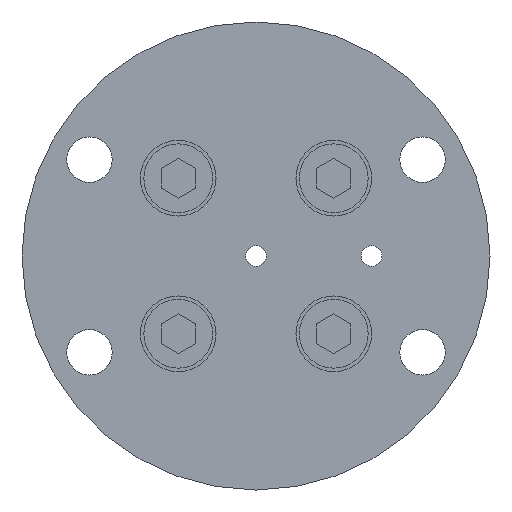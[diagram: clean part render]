
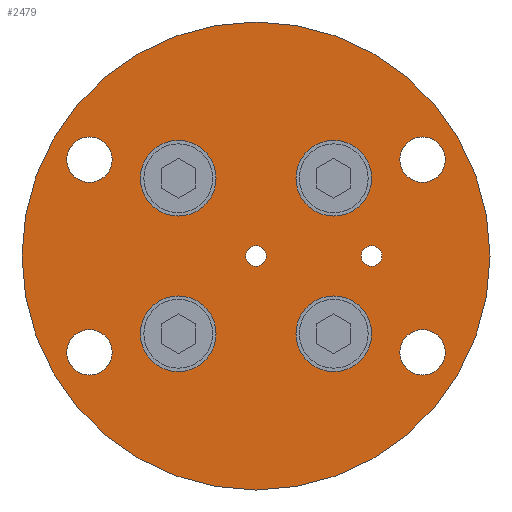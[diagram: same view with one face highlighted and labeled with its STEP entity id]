
A CAD part, left-side view. The second image highlights one B-rep face of the part: STEP entity #2479.
In plain terms, the highlighted planar face has unit normal (-1, 0, 0).
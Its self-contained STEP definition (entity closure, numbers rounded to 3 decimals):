
#329=CARTESIAN_POINT('',(0.,0.,0.));
#330=DIRECTION('',(-1.,0.,0.));
#331=DIRECTION('',(0.,1.,0.));
#332=AXIS2_PLACEMENT_3D('',#329,#330,#331);
#337=CARTESIAN_POINT('',(0.,0.,0.));
#338=DIRECTION('',(1.,0.,0.));
#339=DIRECTION('',(0.,1.,0.));
#340=AXIS2_PLACEMENT_3D('',#337,#338,#339);
#345=CARTESIAN_POINT('',(0.,24.2,-14.));
#346=DIRECTION('',(1.,0.,0.));
#347=DIRECTION('',(0.,1.,0.));
#348=AXIS2_PLACEMENT_3D('',#345,#346,#347);
#353=CARTESIAN_POINT('',(0.,24.2,-14.));
#354=DIRECTION('',(1.,0.,0.));
#355=DIRECTION('',(0.,-1.,0.));
#356=AXIS2_PLACEMENT_3D('',#353,#354,#355);
#361=CARTESIAN_POINT('',(0.,24.2,14.));
#362=DIRECTION('',(1.,0.,0.));
#363=DIRECTION('',(0.,1.,0.));
#364=AXIS2_PLACEMENT_3D('',#361,#362,#363);
#369=CARTESIAN_POINT('',(0.,24.2,14.));
#370=DIRECTION('',(1.,0.,0.));
#371=DIRECTION('',(0.,-1.,0.));
#372=AXIS2_PLACEMENT_3D('',#369,#370,#371);
#377=CARTESIAN_POINT('',(0.,-24.2,-14.));
#378=DIRECTION('',(1.,0.,0.));
#379=DIRECTION('',(0.,1.,0.));
#380=AXIS2_PLACEMENT_3D('',#377,#378,#379);
#385=CARTESIAN_POINT('',(0.,-24.2,-14.));
#386=DIRECTION('',(1.,0.,0.));
#387=DIRECTION('',(0.,-1.,0.));
#388=AXIS2_PLACEMENT_3D('',#385,#386,#387);
#393=CARTESIAN_POINT('',(0.,-24.2,14.));
#394=DIRECTION('',(1.,0.,0.));
#395=DIRECTION('',(0.,1.,0.));
#396=AXIS2_PLACEMENT_3D('',#393,#394,#395);
#401=CARTESIAN_POINT('',(0.,-24.2,14.));
#402=DIRECTION('',(1.,0.,0.));
#403=DIRECTION('',(0.,-1.,0.));
#404=AXIS2_PLACEMENT_3D('',#401,#402,#403);
#409=CARTESIAN_POINT('',(0.,-16.8,0.));
#410=DIRECTION('',(1.,0.,0.));
#411=DIRECTION('',(0.,-1.,0.));
#412=AXIS2_PLACEMENT_3D('',#409,#410,#411);
#417=CARTESIAN_POINT('',(0.,-16.8,0.));
#418=DIRECTION('',(1.,0.,0.));
#419=DIRECTION('',(0.,1.,0.));
#420=AXIS2_PLACEMENT_3D('',#417,#418,#419);
#425=CARTESIAN_POINT('',(0.,0.,0.));
#426=DIRECTION('',(1.,0.,0.));
#427=DIRECTION('',(0.,1.,0.));
#428=AXIS2_PLACEMENT_3D('',#425,#426,#427);
#433=CARTESIAN_POINT('',(0.,0.,0.));
#434=DIRECTION('',(1.,0.,0.));
#435=DIRECTION('',(0.,-1.,0.));
#436=AXIS2_PLACEMENT_3D('',#433,#434,#435);
#441=CARTESIAN_POINT('',(0.,11.3,-11.3));
#442=DIRECTION('',(-1.,0.,0.));
#443=DIRECTION('',(0.,1.,0.));
#444=AXIS2_PLACEMENT_3D('',#441,#442,#443);
#449=CARTESIAN_POINT('',(0.,11.3,-11.3));
#450=DIRECTION('',(-1.,0.,0.));
#451=DIRECTION('',(0.,-1.,0.));
#452=AXIS2_PLACEMENT_3D('',#449,#450,#451);
#457=CARTESIAN_POINT('',(0.,11.3,11.3));
#458=DIRECTION('',(-1.,0.,0.));
#459=DIRECTION('',(0.,1.,0.));
#460=AXIS2_PLACEMENT_3D('',#457,#458,#459);
#465=CARTESIAN_POINT('',(0.,11.3,11.3));
#466=DIRECTION('',(-1.,0.,0.));
#467=DIRECTION('',(0.,-1.,0.));
#468=AXIS2_PLACEMENT_3D('',#465,#466,#467);
#473=CARTESIAN_POINT('',(0.,-11.3,-11.3));
#474=DIRECTION('',(-1.,0.,0.));
#475=DIRECTION('',(0.,1.,0.));
#476=AXIS2_PLACEMENT_3D('',#473,#474,#475);
#481=CARTESIAN_POINT('',(0.,-11.3,-11.3));
#482=DIRECTION('',(-1.,0.,0.));
#483=DIRECTION('',(0.,-1.,0.));
#484=AXIS2_PLACEMENT_3D('',#481,#482,#483);
#489=CARTESIAN_POINT('',(0.,-11.3,11.3));
#490=DIRECTION('',(-1.,0.,0.));
#491=DIRECTION('',(0.,1.,0.));
#492=AXIS2_PLACEMENT_3D('',#489,#490,#491);
#497=CARTESIAN_POINT('',(0.,-11.3,11.3));
#498=DIRECTION('',(-1.,0.,0.));
#499=DIRECTION('',(0.,-1.,0.));
#500=AXIS2_PLACEMENT_3D('',#497,#498,#499);
#1967=CARTESIAN_POINT('',(0.,34.,0.));
#1969=VERTEX_POINT('',#1967);
#1971=CARTESIAN_POINT('',(0.,-34.,0.));
#1973=VERTEX_POINT('',#1971);
#1978=CARTESIAN_POINT('',(0.,27.5,-14.));
#1979=CARTESIAN_POINT('',(0.,20.9,-14.));
#1980=VERTEX_POINT('',#1978);
#1981=VERTEX_POINT('',#1979);
#1982=CARTESIAN_POINT('',(0.,27.5,14.));
#1984=VERTEX_POINT('',#1982);
#1986=CARTESIAN_POINT('',(0.,20.9,14.));
#1988=VERTEX_POINT('',#1986);
#1990=CARTESIAN_POINT('',(0.,-20.9,-14.));
#1992=VERTEX_POINT('',#1990);
#1994=CARTESIAN_POINT('',(0.,-27.5,-14.));
#1996=VERTEX_POINT('',#1994);
#1998=CARTESIAN_POINT('',(0.,-20.9,14.));
#2000=VERTEX_POINT('',#1998);
#2002=CARTESIAN_POINT('',(0.,-27.5,14.));
#2004=VERTEX_POINT('',#2002);
#2010=CARTESIAN_POINT('',(0.,-18.3,0.));
#2011=CARTESIAN_POINT('',(0.,-15.3,0.));
#2012=VERTEX_POINT('',#2010);
#2013=VERTEX_POINT('',#2011);
#2030=CARTESIAN_POINT('',(0.,1.5,0.));
#2031=CARTESIAN_POINT('',(0.,-1.5,0.));
#2032=VERTEX_POINT('',#2030);
#2033=VERTEX_POINT('',#2031);
#2042=CARTESIAN_POINT('',(0.,16.8,-11.3));
#2043=CARTESIAN_POINT('',(0.,5.8,-11.3));
#2044=VERTEX_POINT('',#2042);
#2045=VERTEX_POINT('',#2043);
#2050=CARTESIAN_POINT('',(0.,16.8,11.3));
#2051=VERTEX_POINT('',#2050);
#2052=CARTESIAN_POINT('',(0.,5.8,11.3));
#2053=VERTEX_POINT('',#2052);
#2058=CARTESIAN_POINT('',(0.,-5.8,-11.3));
#2059=VERTEX_POINT('',#2058);
#2060=CARTESIAN_POINT('',(0.,-16.8,-11.3));
#2061=VERTEX_POINT('',#2060);
#2066=CARTESIAN_POINT('',(0.,-5.8,11.3));
#2067=VERTEX_POINT('',#2066);
#2068=CARTESIAN_POINT('',(0.,-16.8,11.3));
#2069=VERTEX_POINT('',#2068);
#2409=CARTESIAN_POINT('',(0.,0.,0.));
#2410=DIRECTION('',(1.,0.,0.));
#2411=DIRECTION('',(0.,-1.,0.));
#2412=AXIS2_PLACEMENT_3D('',#2409,#2410,#2411);
#2413=PLANE('',#2412);
#2415=ORIENTED_EDGE('',*,*,#2414,.F.);
#2417=ORIENTED_EDGE('',*,*,#2416,.T.);
#2418=EDGE_LOOP('',(#2415,#2417));
#2419=FACE_OUTER_BOUND('',#2418,.F.);
#2421=ORIENTED_EDGE('',*,*,#2420,.F.);
#2423=ORIENTED_EDGE('',*,*,#2422,.F.);
#2424=EDGE_LOOP('',(#2421,#2423));
#2425=FACE_BOUND('',#2424,.F.);
#2427=ORIENTED_EDGE('',*,*,#2426,.F.);
#2429=ORIENTED_EDGE('',*,*,#2428,.F.);
#2430=EDGE_LOOP('',(#2427,#2429));
#2431=FACE_BOUND('',#2430,.F.);
#2433=ORIENTED_EDGE('',*,*,#2432,.F.);
#2435=ORIENTED_EDGE('',*,*,#2434,.F.);
#2436=EDGE_LOOP('',(#2433,#2435));
#2437=FACE_BOUND('',#2436,.F.);
#2439=ORIENTED_EDGE('',*,*,#2438,.F.);
#2441=ORIENTED_EDGE('',*,*,#2440,.F.);
#2442=EDGE_LOOP('',(#2439,#2441));
#2443=FACE_BOUND('',#2442,.F.);
#2445=ORIENTED_EDGE('',*,*,#2444,.F.);
#2446=ORIENTED_EDGE('',*,*,#2399,.F.);
#2447=EDGE_LOOP('',(#2445,#2446));
#2448=FACE_BOUND('',#2447,.F.);
#2450=ORIENTED_EDGE('',*,*,#2449,.F.);
#2452=ORIENTED_EDGE('',*,*,#2451,.F.);
#2453=EDGE_LOOP('',(#2450,#2452));
#2454=FACE_BOUND('',#2453,.F.);
#2456=ORIENTED_EDGE('',*,*,#2455,.T.);
#2458=ORIENTED_EDGE('',*,*,#2457,.T.);
#2459=EDGE_LOOP('',(#2456,#2458));
#2460=FACE_BOUND('',#2459,.F.);
#2462=ORIENTED_EDGE('',*,*,#2461,.T.);
#2464=ORIENTED_EDGE('',*,*,#2463,.T.);
#2465=EDGE_LOOP('',(#2462,#2464));
#2466=FACE_BOUND('',#2465,.F.);
#2468=ORIENTED_EDGE('',*,*,#2467,.T.);
#2470=ORIENTED_EDGE('',*,*,#2469,.T.);
#2471=EDGE_LOOP('',(#2468,#2470));
#2472=FACE_BOUND('',#2471,.F.);
#2474=ORIENTED_EDGE('',*,*,#2473,.T.);
#2476=ORIENTED_EDGE('',*,*,#2475,.T.);
#2477=EDGE_LOOP('',(#2474,#2476));
#2478=FACE_BOUND('',#2477,.F.);
#333=CIRCLE('',#332,34.);
#341=CIRCLE('',#340,34.);
#349=CIRCLE('',#348,3.3);
#357=CIRCLE('',#356,3.3);
#365=CIRCLE('',#364,3.3);
#373=CIRCLE('',#372,3.3);
#381=CIRCLE('',#380,3.3);
#389=CIRCLE('',#388,3.3);
#397=CIRCLE('',#396,3.3);
#405=CIRCLE('',#404,3.3);
#413=CIRCLE('',#412,1.5);
#421=CIRCLE('',#420,1.5);
#429=CIRCLE('',#428,1.5);
#437=CIRCLE('',#436,1.5);
#445=CIRCLE('',#444,5.5);
#453=CIRCLE('',#452,5.5);
#461=CIRCLE('',#460,5.5);
#469=CIRCLE('',#468,5.5);
#477=CIRCLE('',#476,5.5);
#485=CIRCLE('',#484,5.5);
#493=CIRCLE('',#492,5.5);
#501=CIRCLE('',#500,5.5);
#2399=EDGE_CURVE('',#2013,#2012,#421,.T.);
#2414=EDGE_CURVE('',#1969,#1973,#333,.T.);
#2416=EDGE_CURVE('',#1969,#1973,#341,.T.);
#2420=EDGE_CURVE('',#1980,#1981,#349,.T.);
#2422=EDGE_CURVE('',#1981,#1980,#357,.T.);
#2426=EDGE_CURVE('',#1984,#1988,#365,.T.);
#2428=EDGE_CURVE('',#1988,#1984,#373,.T.);
#2432=EDGE_CURVE('',#1992,#1996,#381,.T.);
#2434=EDGE_CURVE('',#1996,#1992,#389,.T.);
#2438=EDGE_CURVE('',#2000,#2004,#397,.T.);
#2440=EDGE_CURVE('',#2004,#2000,#405,.T.);
#2444=EDGE_CURVE('',#2012,#2013,#413,.T.);
#2449=EDGE_CURVE('',#2032,#2033,#429,.T.);
#2451=EDGE_CURVE('',#2033,#2032,#437,.T.);
#2455=EDGE_CURVE('',#2044,#2045,#445,.T.);
#2457=EDGE_CURVE('',#2045,#2044,#453,.T.);
#2461=EDGE_CURVE('',#2051,#2053,#461,.T.);
#2463=EDGE_CURVE('',#2053,#2051,#469,.T.);
#2467=EDGE_CURVE('',#2059,#2061,#477,.T.);
#2469=EDGE_CURVE('',#2061,#2059,#485,.T.);
#2473=EDGE_CURVE('',#2067,#2069,#493,.T.);
#2475=EDGE_CURVE('',#2069,#2067,#501,.T.);
#2479=ADVANCED_FACE('',(#2419,#2425,#2431,#2437,#2443,#2448,#2454,#2460,#2466,
#2472,#2478),#2413,.F.);
